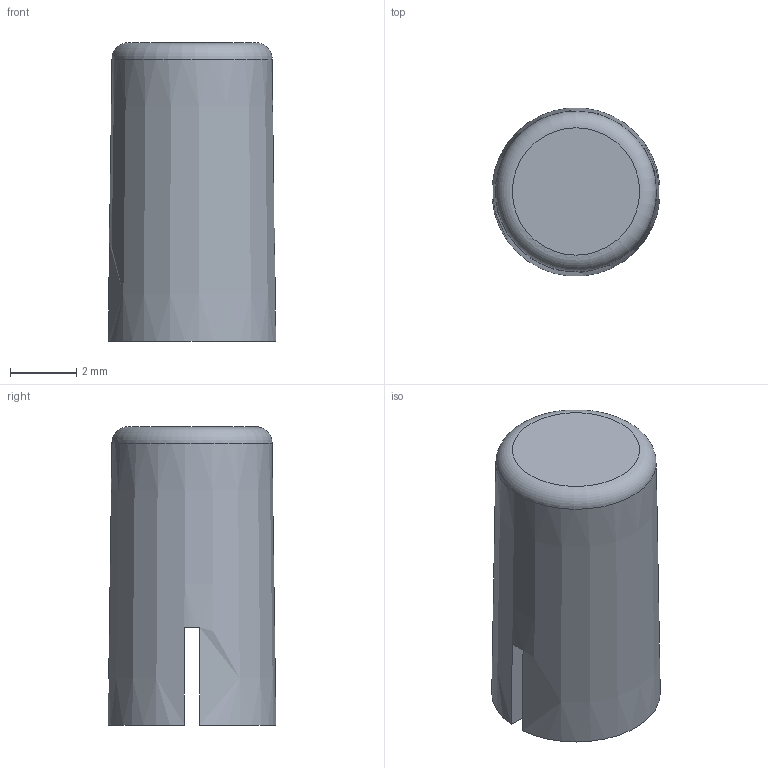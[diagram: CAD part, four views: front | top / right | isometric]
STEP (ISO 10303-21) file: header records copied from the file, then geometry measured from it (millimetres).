
FILE_DESCRIPTION(('FreeCAD Model'),'2;1');
FILE_NAME( 'E-Switch_1RBLK.stp', '2019-06-09T15:36:44',('Author'),(''), 'Open CASCADE STEP processor 7.3','FreeCAD','Unknown');
FILE_SCHEMA(('AUTOMOTIVE_DESIGN { 1 0 10303 214 1 1 1 1 }'));
Length unit declared in the file: millimetre
Products named in the file (1): 1Rxxx
Bounding box: 5.06 x 5.06 x 9 mm (x, y, z)
Volume: 107.3 mm3; surface area: 290.4 mm2
Topology: 1 solids, 1 shells, 32 faces, 90 edges, 60 vertices
Faces by surface type: plane 30, torus 1, cone 1
Entity records: 2427 total; most frequent: CARTESIAN_POINT 374, DIRECTION 338, LINE 250, VECTOR 250, ORIENTED_EDGE 180, PCURVE 180, DEFINITIONAL_REPRESENTATION 180, EDGE_CURVE 90
